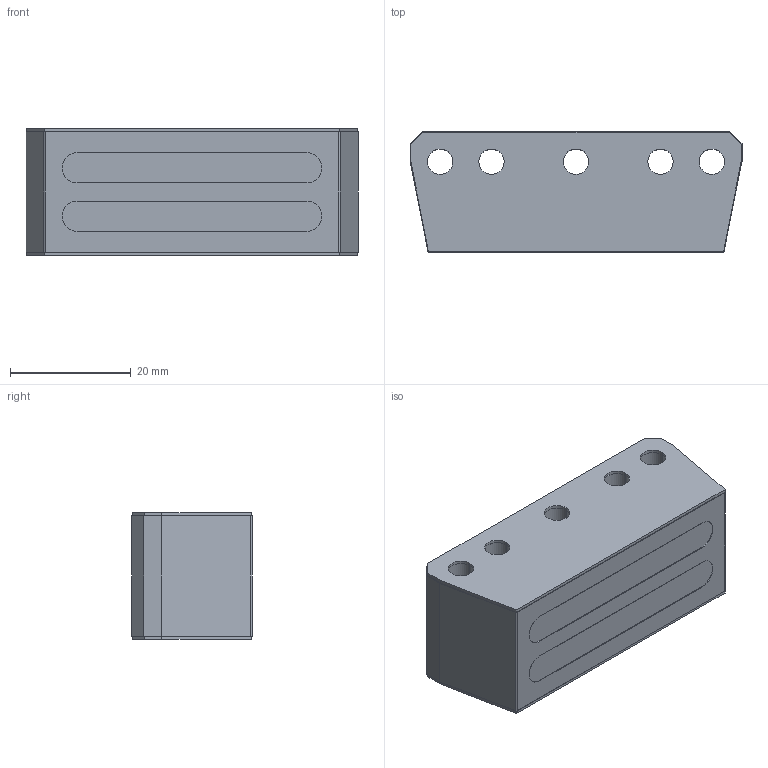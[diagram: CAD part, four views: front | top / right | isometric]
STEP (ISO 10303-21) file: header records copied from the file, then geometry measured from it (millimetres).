
FILE_DESCRIPTION (( 'STEP AP214' ), '1' );
FILE_NAME ('z-TLM-P04.STEP', '2009-05-28T08:09:30', ( 'novotechnik' ), ( 'novotechnik' ), 'SwSTEP 2.0', 'SolidWorks 2008', '' );
FILE_SCHEMA (( 'AUTOMOTIVE_DESIGN' ));
Length unit declared in the file: millimetre
Products named in the file (1): z-TLM-P04
Bounding box: 55 x 20 x 21.02 mm (x, y, z)
Volume: 19400.7 mm3; surface area: 14102.2 mm2
Topology: 5 solids, 5 shells, 172 faces, 472 edges, 312 vertices
Faces by surface type: plane 92, cylinder 80
Entity records: 7503 total; most frequent: DIRECTION 978, CARTESIAN_POINT 957, ORIENTED_EDGE 944, EDGE_CURVE 472, AXIS2_PLACEMENT_3D 333, VERTEX_POINT 312, VECTOR 312, LINE 312
